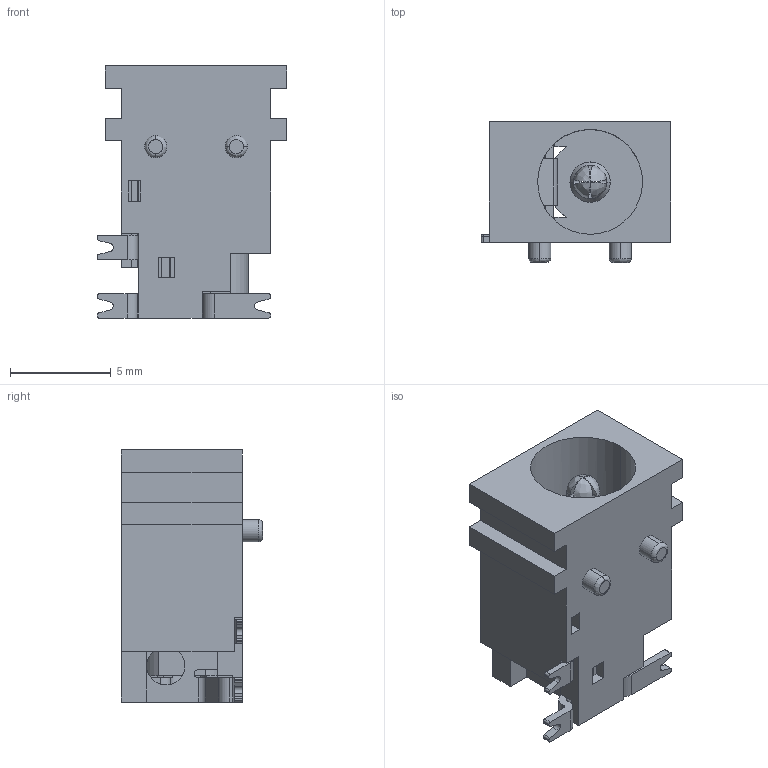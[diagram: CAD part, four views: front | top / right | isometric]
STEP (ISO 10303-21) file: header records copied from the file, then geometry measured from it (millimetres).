
FILE_DESCRIPTION (( 'STEP AP214' ), '1' );
FILE_NAME ('CUI_DEVICES_PJ1-021-SMT-TR.step', '2024-08-26T13:13:14', ( '' ), ( '' ), 'SwSTEP 2.0', 'SolidWorks 2024', '' );
FILE_SCHEMA (( 'AUTOMOTIVE_DESIGN' ));
Length unit declared in the file: millimetre
Products named in the file (5): CUI_DEVICES_PJ1-021-SMT-TR_1; CUI_DEVICES_PJ1-021-SMT-TR_2; CUI_DEVICES_PJ1-021-SMT-TR; CUI_DEVICES_PJ1-021-SMT-TR_3
Assembly tree (4 placements, depth 2):
  CUI_DEVICES_PJ1-021-SMT-TR
    CUI_DEVICES_PJ1-021-SMT-TR_1
    CUI_DEVICES_PJ1-021-SMT-TR_2
    CUI_DEVICES_PJ1-021-SMT-TR_3
    CUI_DEVICES_PJ1-021-SMT-TR
Bounding box: 9.4 x 7 x 12.5 mm (x, y, z)
Volume: 314.9 mm3; surface area: 984.1 mm2
Topology: 4 solids, 4 shells, 228 faces, 661 edges, 434 vertices
Faces by surface type: plane 140, cylinder 72, bspline 12, cone 4
Entity records: 8087 total; most frequent: CARTESIAN_POINT 1898, ORIENTED_EDGE 1314, DIRECTION 1227, EDGE_CURVE 657, LINE 449, VECTOR 449, VERTEX_POINT 434, AXIS2_PLACEMENT_3D 389
